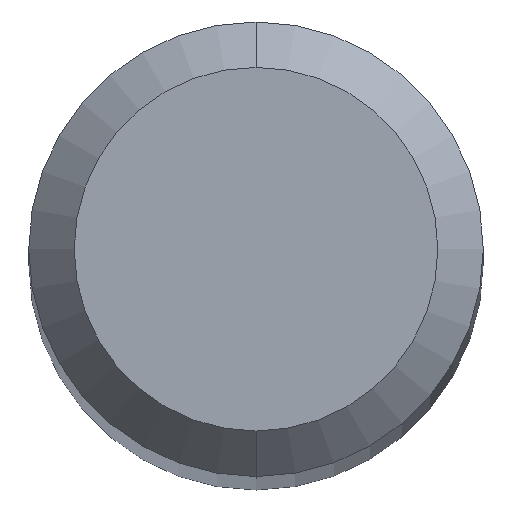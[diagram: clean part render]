
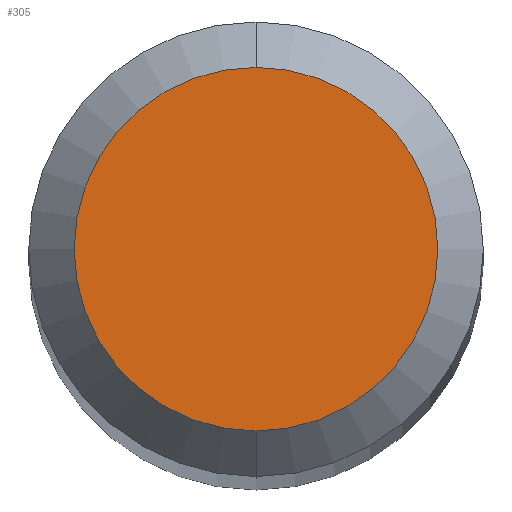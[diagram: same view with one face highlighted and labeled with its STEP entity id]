
A CAD part, top view. The second image highlights one B-rep face of the part: STEP entity #305.
In plain terms, the highlighted planar face has unit normal (0, 0, 1).
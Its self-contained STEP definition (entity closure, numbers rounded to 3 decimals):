
#199=VERTEX_POINT('',#495);
#263=EDGE_CURVE('',#199,#419,#565,.T.);
#305=ADVANCED_FACE('',(#613),#614,.T.);
#419=VERTEX_POINT('',#738);
#435=EDGE_CURVE('',#419,#199,#754,.T.);
#495=CARTESIAN_POINT('',(0.,-1.2,0.0));
#565=CIRCLE('',#938,1.2);
#613=FACE_OUTER_BOUND('',#1028,.T.);
#614=PLANE('',#1029);
#738=CARTESIAN_POINT('',(0.0,1.2,0.0));
#754=CIRCLE('',#1367,1.2);
#938=AXIS2_PLACEMENT_3D('',#1512,#1513,#1514);
#1028=EDGE_LOOP('',(#1578,#1579));
#1029=AXIS2_PLACEMENT_3D('',#1580,#1581,#1582);
#1367=AXIS2_PLACEMENT_3D('',#1712,#1713,#1714);
#1512=CARTESIAN_POINT('',(0.0,0.0,0.0));
#1513=DIRECTION('',(0.0,0.0,-1.0));
#1514=DIRECTION('',(0.0,1.0,0.0));
#1578=ORIENTED_EDGE('',*,*,#435,.F.);
#1579=ORIENTED_EDGE('',*,*,#263,.F.);
#1580=CARTESIAN_POINT('',(0.0,0.6,0.0));
#1581=DIRECTION('',(-0.0,0.0,1.0));
#1582=DIRECTION('',(0.0,-1.0,0.0));
#1712=CARTESIAN_POINT('',(0.0,0.0,0.0));
#1713=DIRECTION('',(0.0,0.0,-1.0));
#1714=DIRECTION('',(0.0,1.0,0.0));
